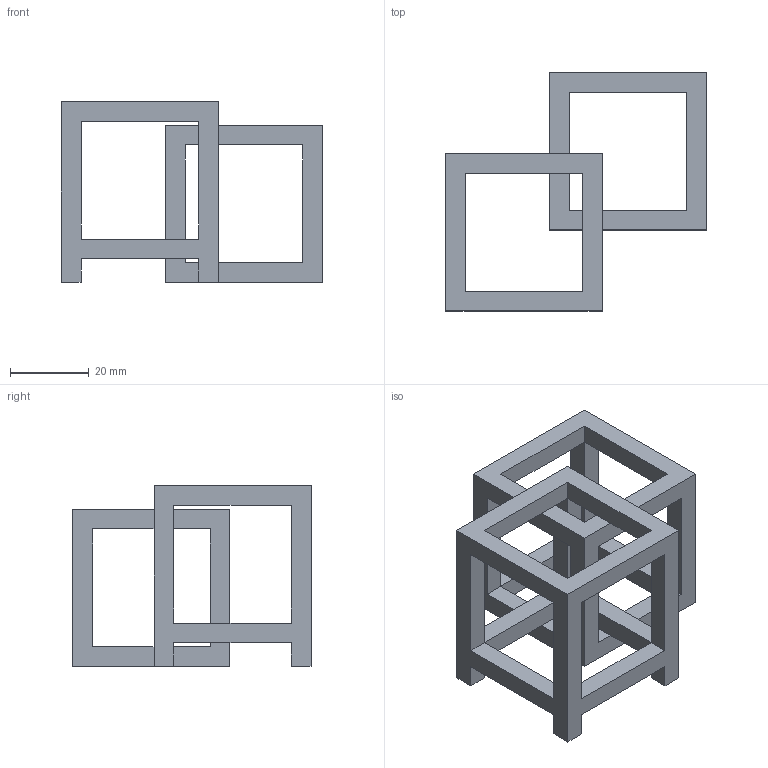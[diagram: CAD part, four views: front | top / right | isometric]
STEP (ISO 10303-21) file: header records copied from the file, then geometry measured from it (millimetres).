
FILE_DESCRIPTION(/* description */ (''),/* implementation_level */ '2;1');
FILE_NAME(/* name */ 'Intertwined Objects v4.step',/* time_stamp */ '2021-10-04T17:39:47-04:00',/* author */ (''),/* organization */ (''),/* preprocessor_version */ 'ST-DEVELOPER v18.1',/* originating_system */ 'Autodesk Translation Framework v10.10.0.1391',/* authorisation */ '');
FILE_SCHEMA (('AUTOMOTIVE_DESIGN { 1 0 10303 214 3 1 1 }'));
Length unit declared in the file: millimetre
Products named in the file (2): Intertwined Objects; Intertwined
Assembly tree (1 placements, depth 2):
  Intertwined Objects
    Intertwined
Bounding box: 66.52 x 60.64 x 46.01 mm (x, y, z)
Volume: 20600.6 mm3; surface area: 16080.5 mm2
Topology: 2 solids, 2 shells, 75 faces, 180 edges, 100 vertices
Faces by surface type: plane 75
Entity records: 2146 total; most frequent: ORIENTED_EDGE 360, CARTESIAN_POINT 358, DIRECTION 336, LINE 180, VECTOR 180, EDGE_CURVE 180, VERTEX_POINT 100, EDGE_LOOP 86
